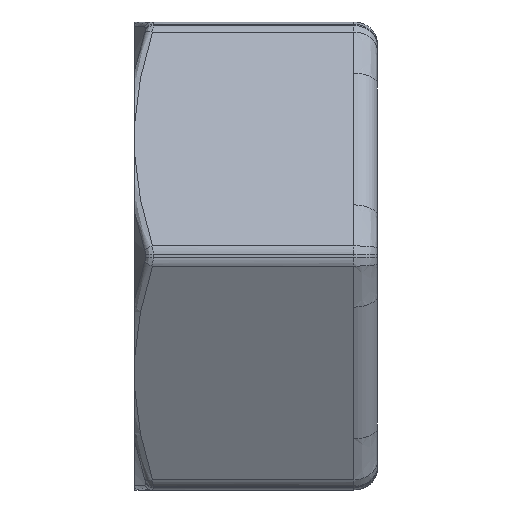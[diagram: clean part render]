
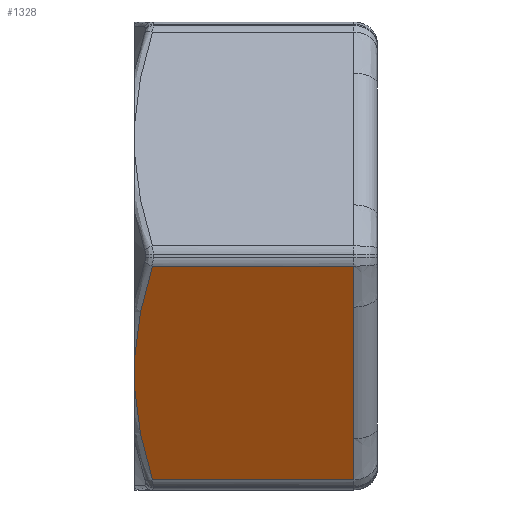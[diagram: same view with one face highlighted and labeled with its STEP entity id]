
A CAD part, front view. The second image highlights one B-rep face of the part: STEP entity #1328.
In plain terms, the highlighted planar face has unit normal (0, -0.866, -0.5).
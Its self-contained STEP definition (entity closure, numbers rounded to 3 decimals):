
#268=PLANE('',#5313);
#427=LINE('',#7279,#876);
#428=LINE('',#7280,#877);
#429=LINE('',#7287,#878);
#430=LINE('',#7294,#879);
#876=VECTOR('',#5664,1.);
#877=VECTOR('',#5665,1.);
#878=VECTOR('',#5666,1.);
#879=VECTOR('',#5667,1.);
#1328=ADVANCED_FACE('',(#1681),#268,.T.);
#1681=FACE_OUTER_BOUND('',#1961,.T.);
#1961=EDGE_LOOP('',(#2430,#2431,#2432,#2433,#2434,#2435,#2436,#2437));
#2430=ORIENTED_EDGE('',*,*,#4418,.T.);
#2431=ORIENTED_EDGE('',*,*,#4419,.T.);
#2432=ORIENTED_EDGE('',*,*,#4407,.T.);
#2433=ORIENTED_EDGE('',*,*,#4420,.T.);
#2434=ORIENTED_EDGE('',*,*,#4421,.T.);
#2435=ORIENTED_EDGE('',*,*,#4422,.T.);
#2436=ORIENTED_EDGE('',*,*,#4423,.T.);
#2437=ORIENTED_EDGE('',*,*,#4424,.T.);
#3922=VERTEX_POINT('',#7169);
#3923=VERTEX_POINT('',#7170);
#3932=VERTEX_POINT('',#7277);
#3933=VERTEX_POINT('',#7278);
#3934=VERTEX_POINT('',#7281);
#3935=VERTEX_POINT('',#7286);
#3936=VERTEX_POINT('',#7288);
#3937=VERTEX_POINT('',#7293);
#4407=EDGE_CURVE('',#3922,#3923,#5154,.T.);
#4418=EDGE_CURVE('',#3932,#3933,#5160,.T.);
#4419=EDGE_CURVE('',#3933,#3922,#427,.T.);
#4420=EDGE_CURVE('',#3923,#3934,#428,.T.);
#4421=EDGE_CURVE('',#3934,#3935,#5161,.T.);
#4422=EDGE_CURVE('',#3935,#3936,#429,.T.);
#4423=EDGE_CURVE('',#3936,#3937,#5162,.T.);
#4424=EDGE_CURVE('',#3937,#3932,#430,.T.);
#5154=B_SPLINE_CURVE_WITH_KNOTS('',3,(#7157,#7158,#7159,#7160,#7161,#7162,
#7163,#7164,#7165,#7166,#7167,#7168),.UNSPECIFIED.,.F.,.F.,(4,2,2,2,2,4),
(0.,0.25,0.5,0.625,0.75,1.),.UNSPECIFIED.);
#5160=B_SPLINE_CURVE_WITH_KNOTS('',3,(#7265,#7266,#7267,#7268,#7269,#7270,
#7271,#7272,#7273,#7274,#7275,#7276),.UNSPECIFIED.,.F.,.F.,(4,2,2,2,2,4),
(0.,0.25,0.5,0.625,0.75,1.),.UNSPECIFIED.);
#5161=B_SPLINE_CURVE_WITH_KNOTS('',3,(#7282,#7283,#7284,#7285),
 .UNSPECIFIED.,.F.,.F.,(4,4),(0.,1.),.UNSPECIFIED.);
#5162=B_SPLINE_CURVE_WITH_KNOTS('',3,(#7289,#7290,#7291,#7292),
 .UNSPECIFIED.,.F.,.F.,(4,4),(0.,1.),.UNSPECIFIED.);
#5313=AXIS2_PLACEMENT_3D('',#7295,#5668,#5669);
#5664=DIRECTION('',(0.,0.5,-0.866));
#5665=DIRECTION('',(1.,0.,0.));
#5666=DIRECTION('',(0.,-0.5,0.866));
#5667=DIRECTION('',(-1.,0.,0.));
#5668=DIRECTION('',(0.,-0.866,-0.5));
#5669=DIRECTION('',(0.,0.5,-0.866));
#7157=CARTESIAN_POINT('',(3.026,-44.628,-1.703));
#7158=CARTESIAN_POINT('',(2.08,-42.924,-4.654));
#7159=CARTESIAN_POINT('',(1.306,-41.209,-7.624));
#7160=CARTESIAN_POINT('',(0.238,-37.748,-13.619));
#7161=CARTESIAN_POINT('',(-0.054,-36.001,-16.644));
#7162=CARTESIAN_POINT('',(-0.058,-33.353,-21.231));
#7163=CARTESIAN_POINT('',(0.013,-32.464,-22.771));
#7164=CARTESIAN_POINT('',(0.291,-30.702,-25.823));
#7165=CARTESIAN_POINT('',(0.498,-29.827,-27.339));
#7166=CARTESIAN_POINT('',(1.301,-27.216,-31.861));
#7167=CARTESIAN_POINT('',(2.078,-25.495,-34.841));
#7168=CARTESIAN_POINT('',(3.026,-23.788,-37.797));
#7169=CARTESIAN_POINT('',(0.,-32.843,-22.114));
#7170=CARTESIAN_POINT('',(3.026,-23.788,-37.797));
#7265=CARTESIAN_POINT('',(3.026,-44.628,-1.703));
#7266=CARTESIAN_POINT('',(2.08,-42.924,-4.654));
#7267=CARTESIAN_POINT('',(1.306,-41.209,-7.624));
#7268=CARTESIAN_POINT('',(0.238,-37.748,-13.619));
#7269=CARTESIAN_POINT('',(-0.054,-36.001,-16.644));
#7270=CARTESIAN_POINT('',(-0.058,-33.353,-21.231));
#7271=CARTESIAN_POINT('',(0.013,-32.464,-22.771));
#7272=CARTESIAN_POINT('',(0.291,-30.702,-25.823));
#7273=CARTESIAN_POINT('',(0.498,-29.827,-27.339));
#7274=CARTESIAN_POINT('',(1.301,-27.216,-31.861));
#7275=CARTESIAN_POINT('',(2.078,-25.495,-34.841));
#7276=CARTESIAN_POINT('',(3.026,-23.788,-37.797));
#7277=CARTESIAN_POINT('',(3.026,-44.628,-1.703));
#7278=CARTESIAN_POINT('',(0.,-35.572,-17.388));
#7279=CARTESIAN_POINT('',(0.,-23.398,-38.474));
#7280=CARTESIAN_POINT('',(41.,-23.788,-37.797));
#7281=CARTESIAN_POINT('',(37.,-23.788,-37.797));
#7282=CARTESIAN_POINT('',(37.,-23.788,-37.797));
#7283=CARTESIAN_POINT('',(37.,-25.122,-35.488));
#7284=CARTESIAN_POINT('',(37.,-26.455,-33.178));
#7285=CARTESIAN_POINT('',(37.,-27.788,-30.869));
#7286=CARTESIAN_POINT('',(37.,-27.788,-30.869));
#7287=CARTESIAN_POINT('',(37.,-23.398,-38.474));
#7288=CARTESIAN_POINT('',(37.,-40.628,-8.631));
#7289=CARTESIAN_POINT('',(37.,-40.628,-8.631));
#7290=CARTESIAN_POINT('',(37.,-41.961,-6.322));
#7291=CARTESIAN_POINT('',(37.,-43.294,-4.012));
#7292=CARTESIAN_POINT('',(37.,-44.628,-1.703));
#7293=CARTESIAN_POINT('',(37.,-44.628,-1.703));
#7294=CARTESIAN_POINT('',(41.,-44.628,-1.703));
#7295=CARTESIAN_POINT('',(41.,-23.398,-38.474));
